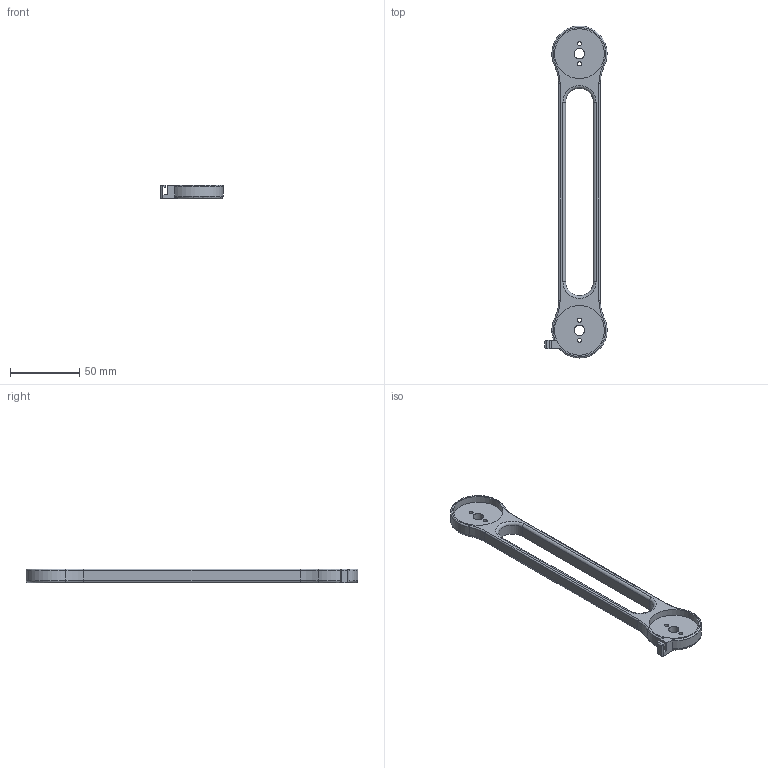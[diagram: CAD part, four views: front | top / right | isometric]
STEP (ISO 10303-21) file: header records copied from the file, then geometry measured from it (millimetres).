
FILE_DESCRIPTION(/* description */ (''),/* implementation_level */ '2;1');
FILE_NAME(/* name */ 'Arm 01-large.stp',/* time_stamp */ '2023-09-25T13:12:17+05:30',/* author */ ('hrush'),/* organization */ (''),/* preprocessor_version */ 'ST-DEVELOPER v19',/* originating_system */ 'Autodesk Inventor 2023',/* authorisation */ '');
FILE_SCHEMA (('AUTOMOTIVE_DESIGN { 1 0 10303 214 3 1 1 }'));
Length unit declared in the file: millimetre
Products named in the file (1): Arm 01-large
Bounding box: 44.97 x 240 x 10 mm (x, y, z)
Volume: 34212.4 mm3; surface area: 18283 mm2
Topology: 1 solids, 1 shells, 59 faces, 143 edges, 88 vertices
Faces by surface type: cylinder 26, plane 17, torus 16
Full cylindrical faces by diameter (mm): 3 x4, 7.5 x2, 36 x2
Entity records: 1834 total; most frequent: DIRECTION 333, CARTESIAN_POINT 327, ORIENTED_EDGE 286, EDGE_CURVE 143, AXIS2_PLACEMENT_3D 134, VERTEX_POINT 88, EDGE_LOOP 75, CIRCLE 72
